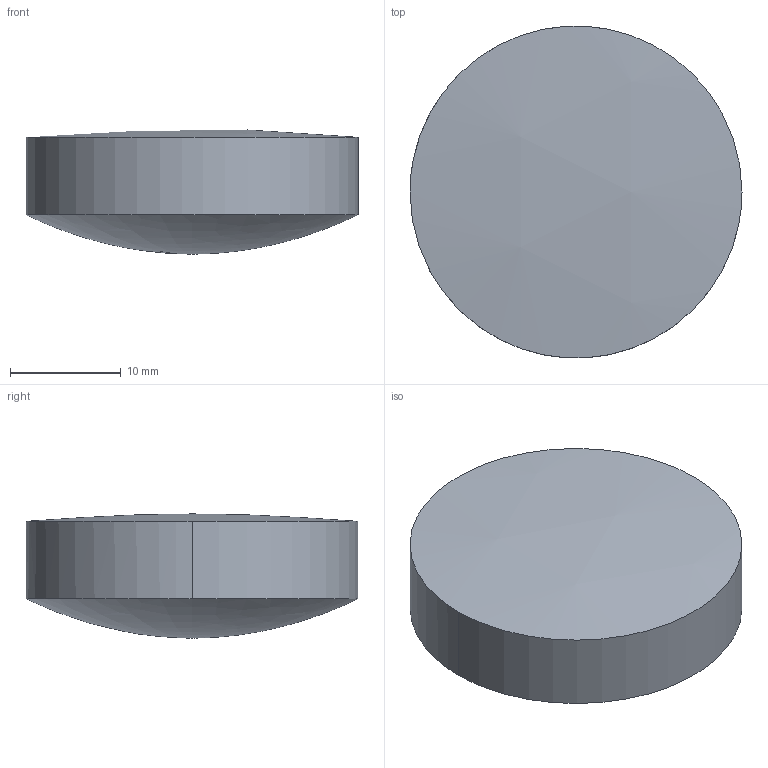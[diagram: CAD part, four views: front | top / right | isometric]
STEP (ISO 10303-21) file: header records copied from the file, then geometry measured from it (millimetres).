
FILE_DESCRIPTION ((), '1');
FILE_NAME ('S1ADX0260.STP', '2019-10-29T12:13:12', ('Unknown'), ('Unknown'), 'HarmonyWare STEP v2.0.6', 'HarmonyWare Translators', '');
FILE_SCHEMA (('CONFIG_CONTROL_DESIGN'));
Length unit declared in the file: millimetre
Products named in the file (1): NONE
Bounding box: 30 x 29.97 x 11.22 mm (x, y, z)
Volume: 6479.8 mm3; surface area: 2114.6 mm2
Topology: 1 solids, 1 shells, 4 faces, 9 edges, 6 vertices
Faces by surface type: cylinder 2, bspline 1, sphere 1
Entity records: 295 total; most frequent: CARTESIAN_POINT 144, ORIENTED_EDGE 16, EDGE_CURVE 8, PERSON 8, ORGANIZATION 8, PERSON_AND_ORGANIZATION 8, VERTEX_POINT 6, DIRECTION 6
